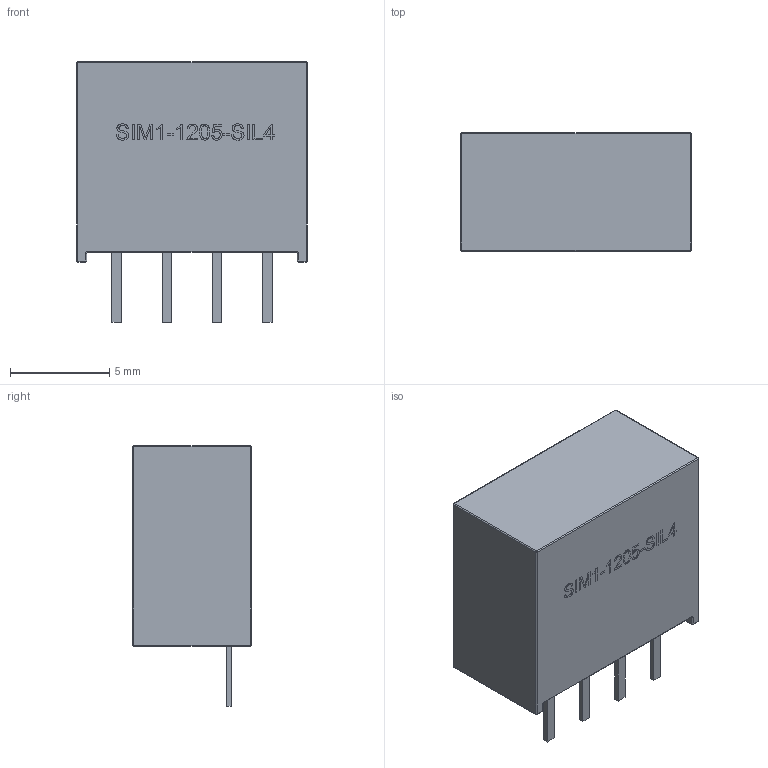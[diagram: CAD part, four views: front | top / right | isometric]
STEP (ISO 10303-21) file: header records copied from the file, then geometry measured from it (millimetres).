
FILE_DESCRIPTION(('FreeCAD Model'),'2;1');
FILE_NAME('Open CASCADE Shape Model','2025-05-05T04:12:40',('FreeCAD'),( 'FreeCAD'),'Open CASCADE STEP processor 7.6','FreeCAD','Unknown');
FILE_SCHEMA(('AUTOMOTIVE_DESIGN { 1 0 10303 214 1 1 1 1 }'));
Length unit declared in the file: millimetre
Products named in the file (1): Open CASCADE STEP translator 7.6 1
Bounding box: 11.6 x 5.96 x 13.11 mm (x, y, z)
Volume: 667.5 mm3; surface area: 519 mm2
Topology: 19 solids, 19 shells, 305 faces, 757 edges, 490 vertices
Faces by surface type: bspline 305
Entity records: 9660 total; most frequent: CARTESIAN_POINT 4953, ORIENTED_EDGE 1514, EDGE_CURVE 757, B_SPLINE_CURVE_WITH_KNOTS 705, VERTEX_POINT 490, FACE_BOUND 309, EDGE_LOOP 309, ADVANCED_FACE 305
